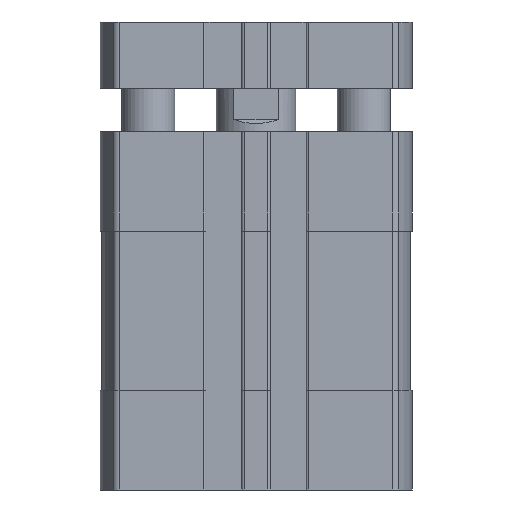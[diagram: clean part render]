
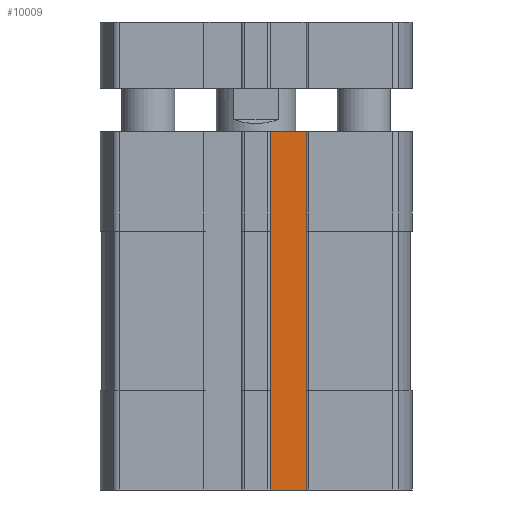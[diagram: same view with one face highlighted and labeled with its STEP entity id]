
A CAD part, front view. The second image highlights one B-rep face of the part: STEP entity #10009.
In plain terms, the highlighted face is planar.
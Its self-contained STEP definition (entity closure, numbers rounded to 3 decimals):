
#50=PLANE('',#10722);
#642=LINE('',#15485,#1504);
#643=LINE('',#15487,#1505);
#644=LINE('',#15489,#1506);
#645=LINE('',#15491,#1507);
#1504=VECTOR('',#12112,1000.);
#1505=VECTOR('',#12115,1000.);
#1506=VECTOR('',#12116,1000.);
#1507=VECTOR('',#12117,1000.);
#2572=ORIENTED_EDGE('',*,*,#5512,.F.);
#2573=ORIENTED_EDGE('',*,*,#5511,.F.);
#2574=ORIENTED_EDGE('',*,*,#5513,.T.);
#2575=ORIENTED_EDGE('',*,*,#5514,.T.);
#5511=EDGE_CURVE('',#6953,#6952,#642,.T.);
#5512=EDGE_CURVE('',#6952,#6954,#643,.T.);
#5513=EDGE_CURVE('',#6953,#6955,#644,.T.);
#5514=EDGE_CURVE('',#6955,#6954,#645,.T.);
#6952=VERTEX_POINT('',#15482);
#6953=VERTEX_POINT('',#15484);
#6954=VERTEX_POINT('',#15488);
#6955=VERTEX_POINT('',#15490);
#8355=EDGE_LOOP('',(#2572,#2573,#2574,#2575));
#9083=FACE_BOUND('',#8355,.T.);
#10009=ADVANCED_FACE('',(#9083),#50,.T.);
#10722=AXIS2_PLACEMENT_3D('',#15486,#12113,#12114);
#12112=DIRECTION('',(0.,0.,1.));
#12113=DIRECTION('',(-1.,0.,0.));
#12114=DIRECTION('',(0.,0.,1.));
#12115=DIRECTION('',(0.,-1.,0.));
#12116=DIRECTION('',(0.,-1.,0.));
#12117=DIRECTION('',(0.,0.,1.));
#15482=CARTESIAN_POINT('',(-17.6,-1.85,0.));
#15484=CARTESIAN_POINT('',(-17.6,-1.85,-54.));
#15485=CARTESIAN_POINT('',(-17.6,-1.85,-54.));
#15486=CARTESIAN_POINT('',(-17.6,-1.85,-54.));
#15487=CARTESIAN_POINT('',(-17.6,-1.85,0.));
#15488=CARTESIAN_POINT('',(-17.6,-7.85,0.));
#15489=CARTESIAN_POINT('',(-17.6,-1.85,-54.));
#15490=CARTESIAN_POINT('',(-17.6,-7.85,-54.));
#15491=CARTESIAN_POINT('',(-17.6,-7.85,-54.));
